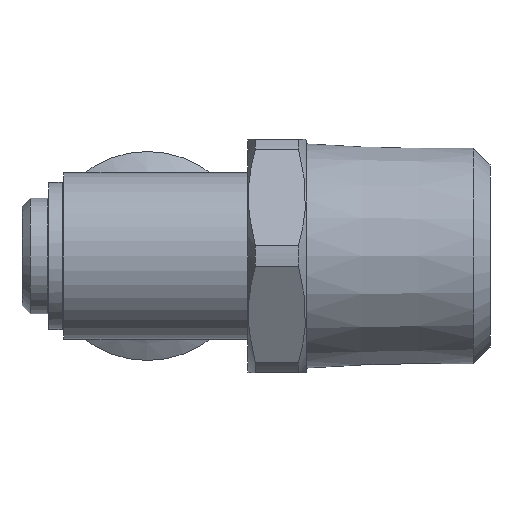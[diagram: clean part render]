
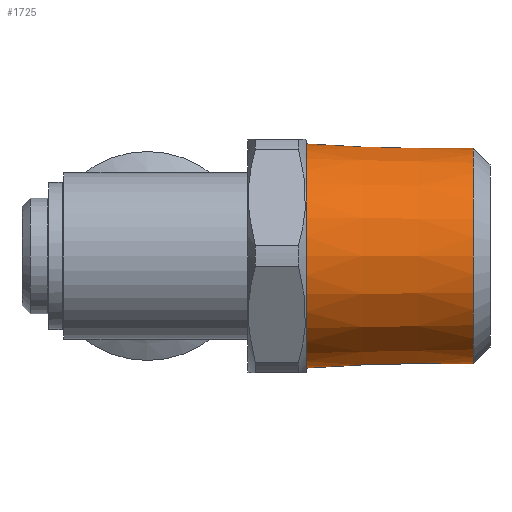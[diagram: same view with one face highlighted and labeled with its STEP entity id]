
A CAD part, left-side view. The second image highlights one B-rep face of the part: STEP entity #1725.
In plain terms, the highlighted conical face has half-angle 1.47 degrees and reference radius 6.707 mm.
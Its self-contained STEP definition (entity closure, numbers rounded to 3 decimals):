
#28=CONICAL_SURFACE('',#1881,6.707,0.026);
#203=CIRCLE('',#1835,6.707);
#225=CIRCLE('',#1880,6.45);
#465=ORIENTED_EDGE('',*,*,#627,.T.);
#466=ORIENTED_EDGE('',*,*,#679,.F.);
#627=EDGE_CURVE('',#757,#757,#203,.T.);
#679=EDGE_CURVE('',#792,#792,#225,.T.);
#757=VERTEX_POINT('',#2663);
#792=VERTEX_POINT('',#2881);
#907=EDGE_LOOP('',(#465));
#908=EDGE_LOOP('',(#466));
#1029=FACE_BOUND('',#907,.T.);
#1030=FACE_BOUND('',#908,.T.);
#1725=ADVANCED_FACE('',(#1029,#1030),#28,.T.);
#1835=AXIS2_PLACEMENT_3D('',#2662,#2109,#2110);
#1880=AXIS2_PLACEMENT_3D('',#2880,#2211,#2212);
#1881=AXIS2_PLACEMENT_3D('',#2882,#2213,#2214);
#2109=DIRECTION('',(0.,-1.,0.));
#2110=DIRECTION('',(1.,0.,0.));
#2211=DIRECTION('',(0.,-1.,0.));
#2212=DIRECTION('',(1.,0.,0.));
#2213=DIRECTION('',(0.,1.,0.));
#2214=DIRECTION('',(-1.,0.,0.));
#2662=CARTESIAN_POINT('',(0.,-9.497,0.));
#2663=CARTESIAN_POINT('',(6.707,-9.497,0.));
#2880=CARTESIAN_POINT('',(0.,-19.497,0.));
#2881=CARTESIAN_POINT('',(6.45,-19.497,0.));
#2882=CARTESIAN_POINT('',(0.,-9.497,0.));
